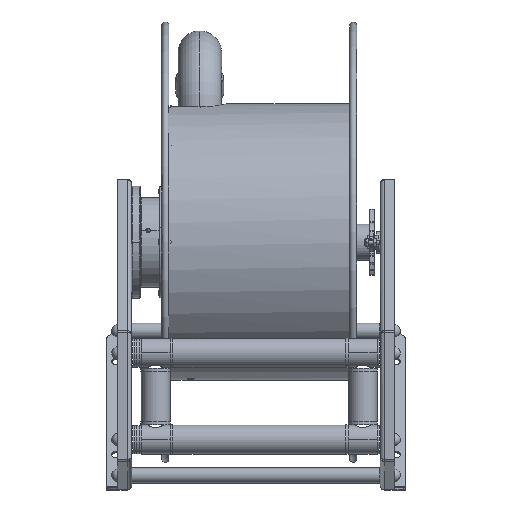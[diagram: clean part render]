
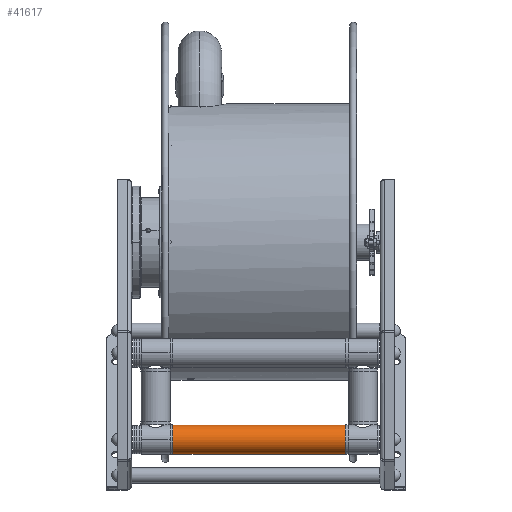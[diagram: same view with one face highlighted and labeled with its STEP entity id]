
A CAD part, top view. The second image highlights one B-rep face of the part: STEP entity #41617.
In plain terms, the highlighted cylindrical face has radius 20 mm (diameter 40 mm), a partial arc.
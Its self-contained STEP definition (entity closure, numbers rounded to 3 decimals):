
#41555=DIRECTION('',(-1.,0.,0.));
#41556=VECTOR('',#41555,239.);
#41557=CARTESIAN_POINT('',(245.7,-294.,316.272));
#41558=LINE('',#41557,#41556);
#41559=CARTESIAN_POINT('',(6.7,-274.,316.272));
#41560=DIRECTION('',(-1.,0.,0.));
#41561=DIRECTION('',(0.,-1.,0.));
#41562=AXIS2_PLACEMENT_3D('',#41559,#41560,#41561);
#41564=DIRECTION('',(-1.,0.,0.));
#41565=VECTOR('',#41564,239.);
#41566=CARTESIAN_POINT('',(245.7,-254.,316.272));
#41567=LINE('',#41566,#41565);
#41568=CARTESIAN_POINT('',(245.7,-274.,316.272));
#41569=DIRECTION('',(1.,0.,0.));
#41570=DIRECTION('',(0.,1.,0.));
#41571=AXIS2_PLACEMENT_3D('',#41568,#41569,#41570);
#41573=CARTESIAN_POINT('',(245.7,-294.,316.272));
#41574=CARTESIAN_POINT('',(6.7,-294.,316.272));
#41575=VERTEX_POINT('',#41573);
#41576=VERTEX_POINT('',#41574);
#41577=CARTESIAN_POINT('',(245.7,-254.,316.272));
#41578=CARTESIAN_POINT('',(6.7,-254.,316.272));
#41579=VERTEX_POINT('',#41577);
#41580=VERTEX_POINT('',#41578);
#41604=CARTESIAN_POINT('',(-5.25,-274.,316.272));
#41605=DIRECTION('',(1.,0.,0.));
#41606=DIRECTION('',(0.,1.,0.));
#41607=AXIS2_PLACEMENT_3D('',#41604,#41605,#41606);
#41608=CYLINDRICAL_SURFACE('',#41607,20.);
#41609=ORIENTED_EDGE('',*,*,#41586,.T.);
#41611=ORIENTED_EDGE('',*,*,#41610,.T.);
#41612=ORIENTED_EDGE('',*,*,#41590,.F.);
#41614=ORIENTED_EDGE('',*,*,#41613,.T.);
#41615=EDGE_LOOP('',(#41609,#41611,#41612,#41614));
#41616=FACE_OUTER_BOUND('',#41615,.F.);
#41617=ADVANCED_FACE('',(#41616),#41608,.T.);
#41563=CIRCLE('',#41562,20.);
#41572=CIRCLE('',#41571,20.);
#41586=EDGE_CURVE('',#41575,#41576,#41558,.T.);
#41590=EDGE_CURVE('',#41579,#41580,#41567,.T.);
#41610=EDGE_CURVE('',#41576,#41580,#41563,.T.);
#41613=EDGE_CURVE('',#41579,#41575,#41572,.T.);
